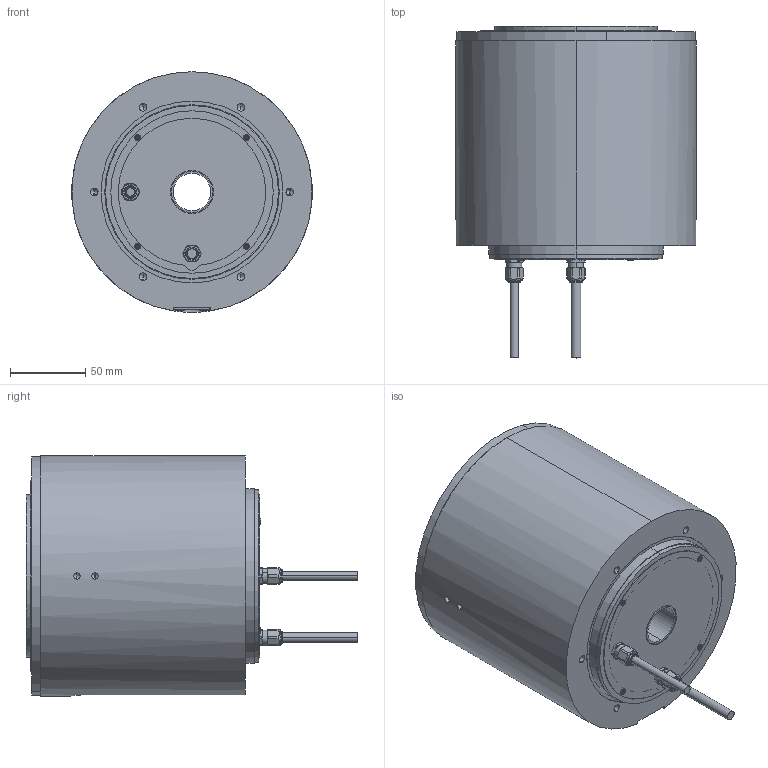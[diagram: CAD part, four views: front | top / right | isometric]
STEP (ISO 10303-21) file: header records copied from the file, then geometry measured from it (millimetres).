
FILE_DESCRIPTION (( 'STEP AP214' ), '1' );
FILE_NAME ('DD160-146-LSP5(INC).STEP', '2014-11-05T09:06:22', ( ' ' ), ( ' ' ), 'SwSTEP 2.0', 'SolidWorks 2011', '' );
FILE_SCHEMA (( 'AUTOMOTIVE_DESIGN' ));
Length unit declared in the file: millimetre
Products named in the file (1): DD160-146-LSP5(INC)
Bounding box: 160 x 220.6 x 160 mm (x, y, z)
Volume: 1333588 mm3; surface area: 278288.5 mm2
Topology: 41 solids, 41 shells, 1180 faces, 2823 edges, 1727 vertices
Faces by surface type: cylinder 466, plane 349, cone 254, torus 70, bspline 33, sphere 8
Entity records: 49418 total; most frequent: CARTESIAN_POINT 9537, DIRECTION 5667, ORIENTED_EDGE 5370, EDGE_CURVE 2685, AXIS2_PLACEMENT_3D 2285, VERTEX_POINT 1727, EDGE_LOOP 1404, UNCERTAINTY_MEASURE_WITH_UNIT 1192
